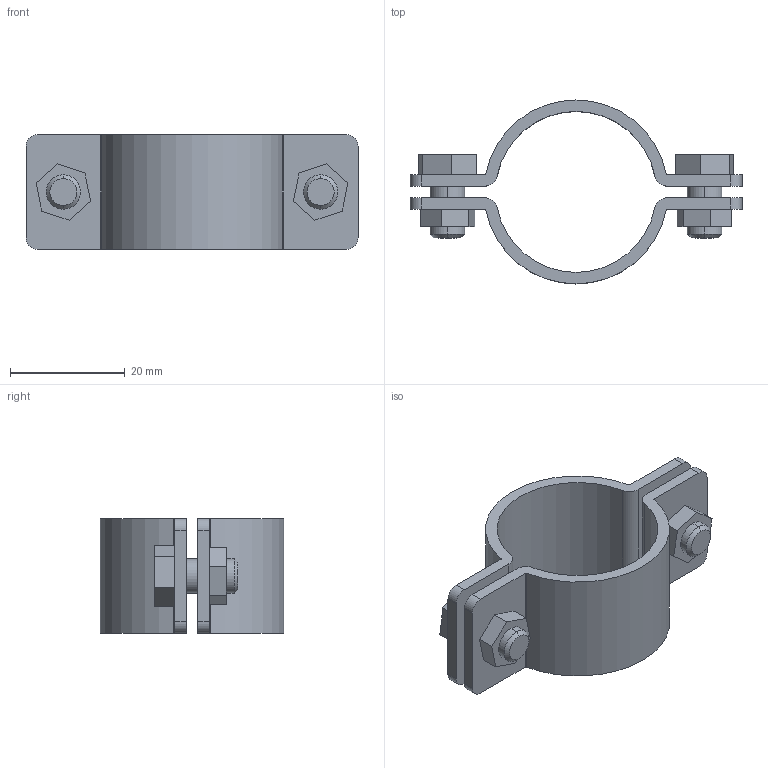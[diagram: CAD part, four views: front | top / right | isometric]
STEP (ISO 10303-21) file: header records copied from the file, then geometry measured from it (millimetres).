
FILE_DESCRIPTION (( 'STEP AP203' ), '1' );
FILE_NAME ('3D_M-8018OS_29x1.5_174872025.STEP', '2024-09-10T15:47:53', ( '' ), ( '' ), 'SwSTEP 2.0', 'SolidWorks 2024', '' );
FILE_SCHEMA (( 'CONFIG_CONTROL_DESIGN' ));
Length unit declared in the file: millimetre
Products named in the file (1): 3D_M-8018OS_29x1.5_174872025
Bounding box: 57.76 x 32 x 20 mm (x, y, z)
Volume: 6759.6 mm3; surface area: 6761 mm2
Topology: 1 solids, 1 shells, 78 faces, 200 edges, 132 vertices
Faces by surface type: plane 46, cylinder 28, cone 4
Entity records: 2453 total; most frequent: DIRECTION 418, CARTESIAN_POINT 411, ORIENTED_EDGE 400, EDGE_CURVE 200, VECTOR 140, LINE 140, AXIS2_PLACEMENT_3D 139, VERTEX_POINT 132
